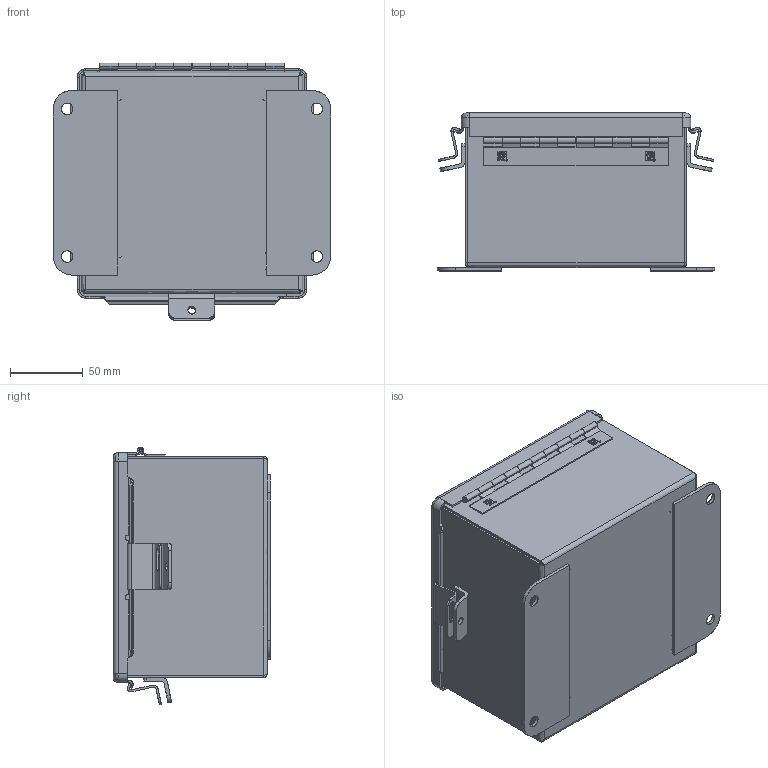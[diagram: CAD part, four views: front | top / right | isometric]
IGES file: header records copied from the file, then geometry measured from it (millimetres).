
Start section: SolidWorks IGES file using analytic representation for surfaces
Global section: file name: PDA2701-V.IGS; native system: SolidWorks 2016; preprocessor: SolidWorks 2016; author: sbavar; date: 160818.134155; units: millimetre
Bounding box: 190.91 x 108.53 x 177.22 mm (x, y, z)
Surface area: 309334.7 mm2 (no closed solid volume)
Topology: 0 solids, 0 shells, 1504 faces, 19560 edges, 19560 vertices
Faces by surface type: bspline 1260, revolution 244
